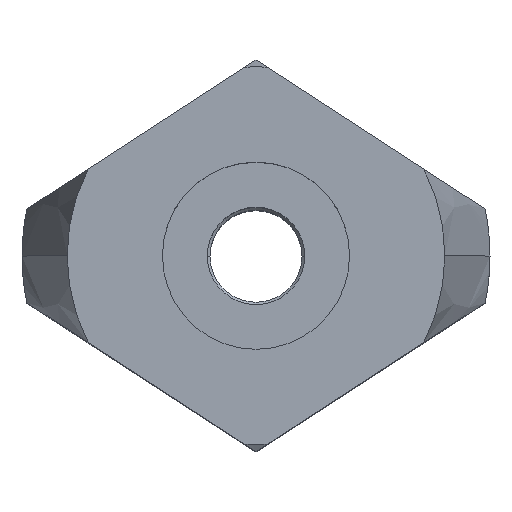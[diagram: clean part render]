
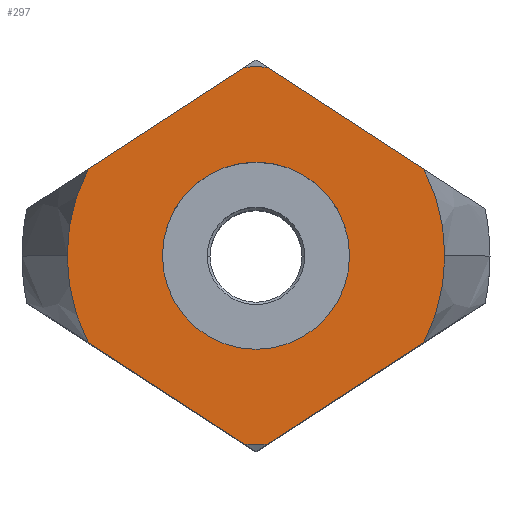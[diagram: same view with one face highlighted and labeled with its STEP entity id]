
A CAD part, top view. The second image highlights one B-rep face of the part: STEP entity #297.
In plain terms, the highlighted planar face has unit normal (0, 0, 1).
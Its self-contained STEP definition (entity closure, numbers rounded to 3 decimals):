
#199=VERTEX_POINT('',#532);
#239=EDGE_CURVE('',#397,#291,#581,.T.);
#245=EDGE_CURVE('',#295,#479,#588,.T.);
#261=EDGE_CURVE('',#285,#329,#608,.T.);
#263=EDGE_CURVE('',#265,#295,#610,.T.);
#265=VERTEX_POINT('',#612);
#277=EDGE_CURVE('',#477,#265,#624,.T.);
#281=VERTEX_POINT('',#628);
#285=VERTEX_POINT('',#632);
#291=VERTEX_POINT('',#639);
#295=VERTEX_POINT('',#643);
#297=ADVANCED_FACE('',(#645,#646),#647,.T.);
#303=EDGE_CURVE('',#281,#199,#653,.T.);
#317=EDGE_CURVE('',#329,#379,#668,.T.);
#329=VERTEX_POINT('',#682);
#345=EDGE_CURVE('',#365,#285,#699,.T.);
#365=VERTEX_POINT('',#721);
#377=EDGE_CURVE('',#379,#477,#733,.T.);
#379=VERTEX_POINT('',#735);
#397=VERTEX_POINT('',#755);
#433=EDGE_CURVE('',#291,#397,#795,.T.);
#443=EDGE_CURVE('',#199,#365,#806,.T.);
#465=EDGE_CURVE('',#479,#281,#828,.T.);
#477=VERTEX_POINT('',#843);
#479=VERTEX_POINT('',#845);
#532=CARTESIAN_POINT('',(-8.958,4.64,15.0));
#581=CIRCLE('',#979,5.0);
#588=LINE('',#997,#998);
#608=LINE('',#1021,#1022);
#610=CIRCLE('',#1025,10.088);
#612=CARTESIAN_POINT('',(10.088,0.,15.0));
#624=CIRCLE('',#1054,10.088);
#628=CARTESIAN_POINT('',(-0.596,10.071,15.0));
#632=CARTESIAN_POINT('',(-8.958,-4.64,15.0));
#639=CARTESIAN_POINT('',(5.0,0.0,15.0));
#643=CARTESIAN_POINT('',(8.958,4.64,15.0));
#645=FACE_OUTER_BOUND('',#1085,.T.);
#646=FACE_BOUND('',#1086,.T.);
#647=PLANE('',#1087);
#653=LINE('',#1095,#1096);
#668=CIRCLE('',#1125,10.088);
#682=CARTESIAN_POINT('',(-0.596,-10.071,15.0));
#699=CIRCLE('',#1167,10.088);
#721=CARTESIAN_POINT('',(-10.088,0.,15.0));
#733=LINE('',#1221,#1222);
#735=CARTESIAN_POINT('',(0.596,-10.071,15.0));
#755=CARTESIAN_POINT('',(-5.0,0.,15.0));
#795=CIRCLE('',#1310,5.0);
#806=CIRCLE('',#1333,10.088);
#828=CIRCLE('',#1363,10.088);
#843=CARTESIAN_POINT('',(8.958,-4.64,15.0));
#845=CARTESIAN_POINT('',(0.596,10.071,15.0));
#979=AXIS2_PLACEMENT_3D('',#1513,#1514,#1515);
#997=CARTESIAN_POINT('',(1.623,9.404,15.0));
#998=VECTOR('',#1524,1.0);
#1021=CARTESIAN_POINT('',(-5.171,-7.1,15.0));
#1022=VECTOR('',#1555,1.0);
#1025=AXIS2_PLACEMENT_3D('',#1556,#1557,#1558);
#1054=AXIS2_PLACEMENT_3D('',#1566,#1567,#1568);
#1085=EDGE_LOOP('',(#1578,#1579,#1580,#1581,#1582,#1583,#1584,#1585,#1586,#1587));
#1086=EDGE_LOOP('',(#1588,#1589));
#1087=AXIS2_PLACEMENT_3D('',#1590,#1591,#1592);
#1095=CARTESIAN_POINT('',(-5.171,7.1,15.0));
#1096=VECTOR('',#1596,1.0);
#1125=AXIS2_PLACEMENT_3D('',#1609,#1610,#1611);
#1167=AXIS2_PLACEMENT_3D('',#1648,#1649,#1650);
#1221=CARTESIAN_POINT('',(1.623,-9.404,15.0));
#1222=VECTOR('',#1679,1.0);
#1310=AXIS2_PLACEMENT_3D('',#1743,#1744,#1745);
#1333=AXIS2_PLACEMENT_3D('',#1757,#1758,#1759);
#1363=AXIS2_PLACEMENT_3D('',#1771,#1772,#1773);
#1513=CARTESIAN_POINT('',(0.0,0.0,15.0));
#1514=DIRECTION('',(0.,0.,-1.0));
#1515=DIRECTION('',(1.0,0.,0.));
#1524=DIRECTION('',(-0.839,0.545,0.));
#1555=DIRECTION('',(0.839,-0.545,0.));
#1556=CARTESIAN_POINT('',(0.,0.,15.0));
#1557=DIRECTION('',(0.,0.,1.0));
#1558=DIRECTION('',(-1.0,0.,-0.0));
#1566=CARTESIAN_POINT('',(0.,0.,15.0));
#1567=DIRECTION('',(0.,0.,1.0));
#1568=DIRECTION('',(-1.0,0.,-0.0));
#1578=ORIENTED_EDGE('',*,*,#303,.T.);
#1579=ORIENTED_EDGE('',*,*,#443,.T.);
#1580=ORIENTED_EDGE('',*,*,#345,.T.);
#1581=ORIENTED_EDGE('',*,*,#261,.T.);
#1582=ORIENTED_EDGE('',*,*,#317,.T.);
#1583=ORIENTED_EDGE('',*,*,#377,.T.);
#1584=ORIENTED_EDGE('',*,*,#277,.T.);
#1585=ORIENTED_EDGE('',*,*,#263,.T.);
#1586=ORIENTED_EDGE('',*,*,#245,.T.);
#1587=ORIENTED_EDGE('',*,*,#465,.T.);
#1588=ORIENTED_EDGE('',*,*,#433,.T.);
#1589=ORIENTED_EDGE('',*,*,#239,.T.);
#1590=CARTESIAN_POINT('',(-5.044,0.,15.0));
#1591=DIRECTION('',(0.,0.,1.0));
#1592=DIRECTION('',(-1.0,0.,0.));
#1596=DIRECTION('',(-0.839,-0.545,0.));
#1609=CARTESIAN_POINT('',(0.,0.,15.0));
#1610=DIRECTION('',(0.,0.,1.0));
#1611=DIRECTION('',(-1.0,0.,-0.0));
#1648=CARTESIAN_POINT('',(0.,0.,15.0));
#1649=DIRECTION('',(0.,0.,1.0));
#1650=DIRECTION('',(-1.0,0.,-0.0));
#1679=DIRECTION('',(0.839,0.545,0.));
#1743=CARTESIAN_POINT('',(0.0,0.0,15.0));
#1744=DIRECTION('',(0.,0.,-1.0));
#1745=DIRECTION('',(1.0,0.,0.));
#1757=CARTESIAN_POINT('',(0.,0.,15.0));
#1758=DIRECTION('',(0.,0.,1.0));
#1759=DIRECTION('',(-1.0,0.,-0.0));
#1771=CARTESIAN_POINT('',(0.,0.,15.0));
#1772=DIRECTION('',(0.,0.,1.0));
#1773=DIRECTION('',(-1.0,0.,-0.0));
